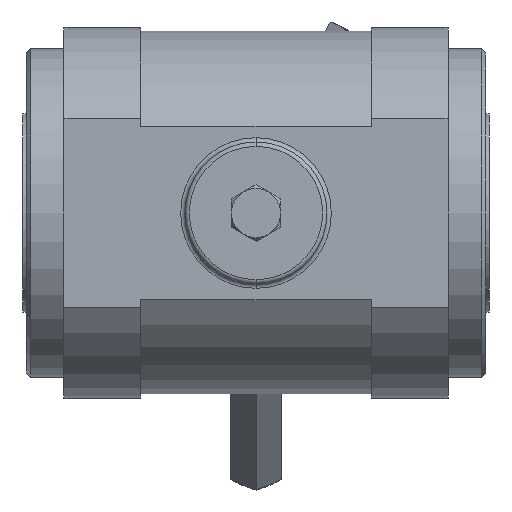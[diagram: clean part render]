
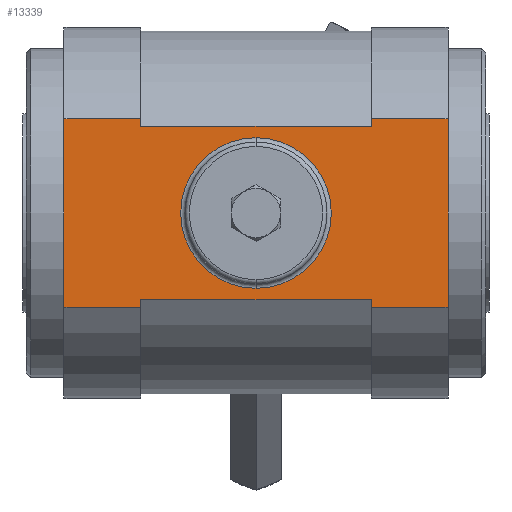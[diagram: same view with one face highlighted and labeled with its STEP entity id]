
A CAD part, front view. The second image highlights one B-rep face of the part: STEP entity #13339.
In plain terms, the highlighted planar face has unit normal (0, -1, 0).
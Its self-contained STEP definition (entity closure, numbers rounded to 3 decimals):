
#45 = CARTESIAN_POINT ( 'NONE',  ( 53.4, -74.056, 0. ) ) ;
#123 = DIRECTION ( 'NONE',  ( 1., 0., 0. ) ) ;
#945 = DIRECTION ( 'NONE',  ( 1., 0., 0. ) ) ;
#999 = DIRECTION ( 'NONE',  ( 0., 0., 1. ) ) ;
#1016 = EDGE_CURVE ( 'NONE', #4350, #16844, #10746, .T. ) ;
#1017 = LINE ( 'NONE', #13030, #13318 ) ;
#1065 = VERTEX_POINT ( 'NONE', #12867 ) ;
#1226 = CARTESIAN_POINT ( 'NONE',  ( 53.4, -74.056, 40.235 ) ) ;
#1665 = DIRECTION ( 'NONE',  ( 0., 0., 1. ) ) ;
#1747 = CARTESIAN_POINT ( 'NONE',  ( 89., -74.056, 43.724 ) ) ;
#1866 = CARTESIAN_POINT ( 'NONE',  ( 0., -74.056, 0. ) ) ;
#1923 = EDGE_CURVE ( 'NONE', #11842, #3440, #2350, .T. ) ;
#2051 = VECTOR ( 'NONE', #9311, 1000. ) ;
#2204 = LINE ( 'NONE', #2490, #10667 ) ;
#2294 = LINE ( 'NONE', #8219, #17825 ) ;
#2350 = LINE ( 'NONE', #8373, #16030 ) ;
#2400 = EDGE_CURVE ( 'NONE', #1065, #13136, #6782, .T. ) ;
#2490 = CARTESIAN_POINT ( 'NONE',  ( -89., -74.056, 0. ) ) ;
#3050 = CARTESIAN_POINT ( 'NONE',  ( -53.4, -74.056, 43.724 ) ) ;
#3391 = CARTESIAN_POINT ( 'NONE',  ( 89., -74.056, 0. ) ) ;
#3440 = VERTEX_POINT ( 'NONE', #15817 ) ;
#3498 = CARTESIAN_POINT ( 'NONE',  ( -89., -74.056, -43.724 ) ) ;
#3697 = ORIENTED_EDGE ( 'NONE', *, *, #15178, .F. ) ;
#3833 = DIRECTION ( 'NONE',  ( -1., 0., 0. ) ) ;
#3895 = VECTOR ( 'NONE', #10428, 1000. ) ;
#4179 = ORIENTED_EDGE ( 'NONE', *, *, #11471, .F. ) ;
#4201 = ORIENTED_EDGE ( 'NONE', *, *, #6177, .F. ) ;
#4350 = VERTEX_POINT ( 'NONE', #16736 ) ;
#4431 = DIRECTION ( 'NONE',  ( 0., 1., 0. ) ) ;
#4752 = ORIENTED_EDGE ( 'NONE', *, *, #1923, .T. ) ;
#4816 = VERTEX_POINT ( 'NONE', #3498 ) ;
#4879 = VECTOR ( 'NONE', #15218, 1000. ) ;
#4969 = EDGE_CURVE ( 'NONE', #16740, #15177, #1017, .T. ) ;
#5088 = VERTEX_POINT ( 'NONE', #8750 ) ;
#5244 = DIRECTION ( 'NONE',  ( 0., 1., 0. ) ) ;
#5861 = VERTEX_POINT ( 'NONE', #1226 ) ;
#5864 = LINE ( 'NONE', #45, #13657 ) ;
#5892 = DIRECTION ( 'NONE',  ( 0., 0., 1. ) ) ;
#5992 = LINE ( 'NONE', #10710, #3895 ) ;
#6177 = EDGE_CURVE ( 'NONE', #5861, #10467, #9451, .T. ) ;
#6753 = AXIS2_PLACEMENT_3D ( 'NONE', #15804, #5244, #14333 ) ;
#6782 = CIRCLE ( 'NONE', #9567, 34.895 ) ;
#7000 = VERTEX_POINT ( 'NONE', #9444 ) ;
#7048 = VECTOR ( 'NONE', #123, 1000. ) ;
#7151 = EDGE_LOOP ( 'NONE', ( #17653, #8380, #17616, #15349, #4201, #4179, #18299, #8805, #3697, #14305, #4752, #14539 ) ) ;
#7488 = VECTOR ( 'NONE', #9523, 1000. ) ;
#7579 = LINE ( 'NONE', #15010, #4879 ) ;
#7686 = CIRCLE ( 'NONE', #6753, 34.895 ) ;
#7766 = EDGE_CURVE ( 'NONE', #7000, #16740, #7579, .T. ) ;
#7913 = CARTESIAN_POINT ( 'NONE',  ( 53.4, -74.056, 0. ) ) ;
#8219 = CARTESIAN_POINT ( 'NONE',  ( 53.4, -74.056, 40.235 ) ) ;
#8373 = CARTESIAN_POINT ( 'NONE',  ( -53.4, -74.056, 0. ) ) ;
#8380 = ORIENTED_EDGE ( 'NONE', *, *, #17469, .F. ) ;
#8498 = CARTESIAN_POINT ( 'NONE',  ( 53.4, -74.056, 43.724 ) ) ;
#8724 = CARTESIAN_POINT ( 'NONE',  ( 89., -74.056, -43.724 ) ) ;
#8750 = CARTESIAN_POINT ( 'NONE',  ( 53.4, -74.056, -40.235 ) ) ;
#8790 = FACE_OUTER_BOUND ( 'NONE', #7151, .T. ) ;
#8805 = ORIENTED_EDGE ( 'NONE', *, *, #4969, .T. ) ;
#9231 = EDGE_CURVE ( 'NONE', #18793, #5088, #5864, .T. ) ;
#9311 = DIRECTION ( 'NONE',  ( 0., 0., 1. ) ) ;
#9444 = CARTESIAN_POINT ( 'NONE',  ( -53.4, -74.056, 40.235 ) ) ;
#9451 = LINE ( 'NONE', #7913, #18654 ) ;
#9523 = DIRECTION ( 'NONE',  ( -1., 0., 0. ) ) ;
#9567 = AXIS2_PLACEMENT_3D ( 'NONE', #11835, #10461, #13174 ) ;
#9761 = CARTESIAN_POINT ( 'NONE',  ( -89., -74.056, 43.724 ) ) ;
#9828 = EDGE_LOOP ( 'NONE', ( #13101, #11740 ) ) ;
#10428 = DIRECTION ( 'NONE',  ( 1., 0., 0. ) ) ;
#10461 = DIRECTION ( 'NONE',  ( 0., 1., 0. ) ) ;
#10467 = VERTEX_POINT ( 'NONE', #8498 ) ;
#10667 = VECTOR ( 'NONE', #12391, 1000. ) ;
#10710 = CARTESIAN_POINT ( 'NONE',  ( -89., -74.056, -43.724 ) ) ;
#10746 = LINE ( 'NONE', #3391, #2051 ) ;
#10889 = PLANE ( 'NONE',  #12480 ) ;
#10975 = CARTESIAN_POINT ( 'NONE',  ( 53.4, -74.056, -40.235 ) ) ;
#11471 = EDGE_CURVE ( 'NONE', #7000, #5861, #2294, .T. ) ;
#11618 = DIRECTION ( 'NONE',  ( -1., 0., 0. ) ) ;
#11660 = VECTOR ( 'NONE', #11618, 1000. ) ;
#11740 = ORIENTED_EDGE ( 'NONE', *, *, #17248, .T. ) ;
#11835 = CARTESIAN_POINT ( 'NONE',  ( 0., -74.056, 0. ) ) ;
#11842 = VERTEX_POINT ( 'NONE', #18778 ) ;
#12263 = EDGE_CURVE ( 'NONE', #5088, #3440, #14165, .T. ) ;
#12391 = DIRECTION ( 'NONE',  ( 0., 0., 1. ) ) ;
#12480 = AXIS2_PLACEMENT_3D ( 'NONE', #1866, #4431, #5892 ) ;
#12867 = CARTESIAN_POINT ( 'NONE',  ( 0., -74.056, 34.895 ) ) ;
#13030 = CARTESIAN_POINT ( 'NONE',  ( -89., -74.056, 43.724 ) ) ;
#13101 = ORIENTED_EDGE ( 'NONE', *, *, #2400, .T. ) ;
#13136 = VERTEX_POINT ( 'NONE', #17522 ) ;
#13174 = DIRECTION ( 'NONE',  ( 0., 0., 1. ) ) ;
#13318 = VECTOR ( 'NONE', #3833, 1000. ) ;
#13339 = ADVANCED_FACE ( 'NONE', ( #15330, #8790 ), #10889, .F. ) ;
#13657 = VECTOR ( 'NONE', #1665, 1000. ) ;
#14093 = DIRECTION ( 'NONE',  ( 0., 0., 1. ) ) ;
#14165 = LINE ( 'NONE', #10975, #7488 ) ;
#14305 = ORIENTED_EDGE ( 'NONE', *, *, #15444, .T. ) ;
#14333 = DIRECTION ( 'NONE',  ( 0., 0., 1. ) ) ;
#14539 = ORIENTED_EDGE ( 'NONE', *, *, #12263, .F. ) ;
#14907 = LINE ( 'NONE', #8724, #11660 ) ;
#14973 = CARTESIAN_POINT ( 'NONE',  ( 53.4, -74.056, -43.724 ) ) ;
#15010 = CARTESIAN_POINT ( 'NONE',  ( -53.4, -74.056, 0. ) ) ;
#15177 = VERTEX_POINT ( 'NONE', #9761 ) ;
#15178 = EDGE_CURVE ( 'NONE', #4816, #15177, #2204, .T. ) ;
#15218 = DIRECTION ( 'NONE',  ( 0., 0., 1. ) ) ;
#15330 = FACE_BOUND ( 'NONE', #9828, .T. ) ;
#15349 = ORIENTED_EDGE ( 'NONE', *, *, #17014, .F. ) ;
#15444 = EDGE_CURVE ( 'NONE', #4816, #11842, #5992, .T. ) ;
#15804 = CARTESIAN_POINT ( 'NONE',  ( 0., -74.056, 0. ) ) ;
#15817 = CARTESIAN_POINT ( 'NONE',  ( -53.4, -74.056, -40.235 ) ) ;
#16030 = VECTOR ( 'NONE', #999, 1000. ) ;
#16238 = CARTESIAN_POINT ( 'NONE',  ( 89., -74.056, 43.724 ) ) ;
#16736 = CARTESIAN_POINT ( 'NONE',  ( 89., -74.056, -43.724 ) ) ;
#16740 = VERTEX_POINT ( 'NONE', #3050 ) ;
#16844 = VERTEX_POINT ( 'NONE', #16238 ) ;
#17014 = EDGE_CURVE ( 'NONE', #10467, #16844, #17958, .T. ) ;
#17248 = EDGE_CURVE ( 'NONE', #13136, #1065, #7686, .T. ) ;
#17469 = EDGE_CURVE ( 'NONE', #4350, #18793, #14907, .T. ) ;
#17522 = CARTESIAN_POINT ( 'NONE',  ( 0., -74.056, -34.895 ) ) ;
#17616 = ORIENTED_EDGE ( 'NONE', *, *, #1016, .T. ) ;
#17653 = ORIENTED_EDGE ( 'NONE', *, *, #9231, .F. ) ;
#17825 = VECTOR ( 'NONE', #945, 1000. ) ;
#17958 = LINE ( 'NONE', #1747, #7048 ) ;
#18299 = ORIENTED_EDGE ( 'NONE', *, *, #7766, .T. ) ;
#18654 = VECTOR ( 'NONE', #14093, 1000. ) ;
#18778 = CARTESIAN_POINT ( 'NONE',  ( -53.4, -74.056, -43.724 ) ) ;
#18793 = VERTEX_POINT ( 'NONE', #14973 ) ;
